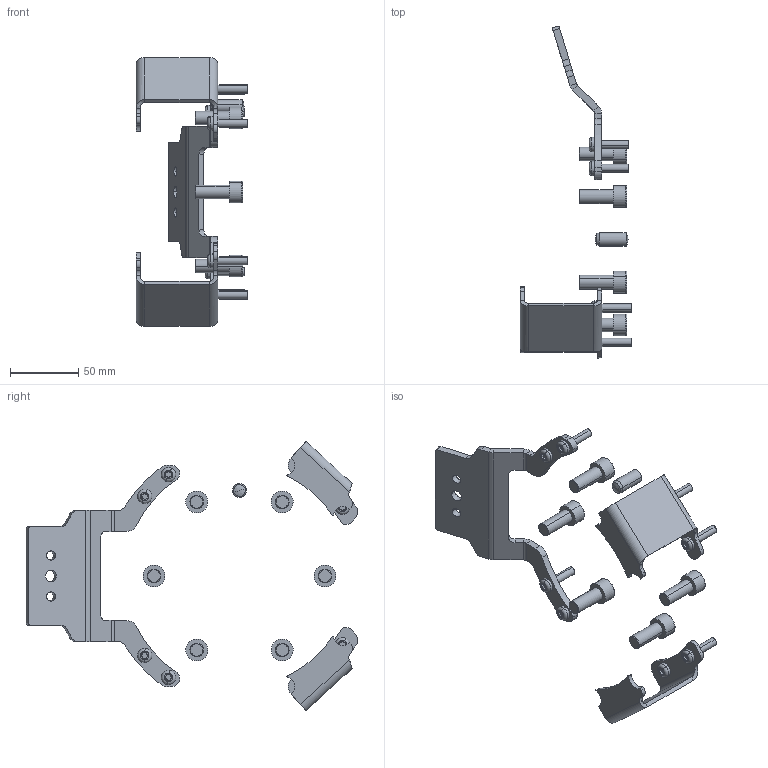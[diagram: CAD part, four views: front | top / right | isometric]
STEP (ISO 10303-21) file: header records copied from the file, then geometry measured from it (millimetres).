
FILE_DESCRIPTION (( 'STEP AP214' ), '1' );
FILE_NAME ('P5415.STEP', '2021-12-15T09:56:29', ( '' ), ( '' ), 'SwSTEP 2.0', 'SolidWorks 2019', '' );
FILE_SCHEMA (( 'AUTOMOTIVE_DESIGN' ));
Length unit declared in the file: millimetre
Products named in the file (1): P5415
Bounding box: 81.5 x 242.6 x 196.57 mm (x, y, z)
Volume: 93745 mm3; surface area: 56491.7 mm2
Topology: 18 solids, 18 shells, 490 faces, 1162 edges, 736 vertices
Faces by surface type: cylinder 268, plane 156, torus 44, cone 14, sphere 4, bspline 4
Entity records: 20005 total; most frequent: DIRECTION 2762, CARTESIAN_POINT 2521, ORIENTED_EDGE 2324, EDGE_CURVE 1162, AXIS2_PLACEMENT_3D 1121, VERTEX_POINT 736, CIRCLE 634, EDGE_LOOP 540
